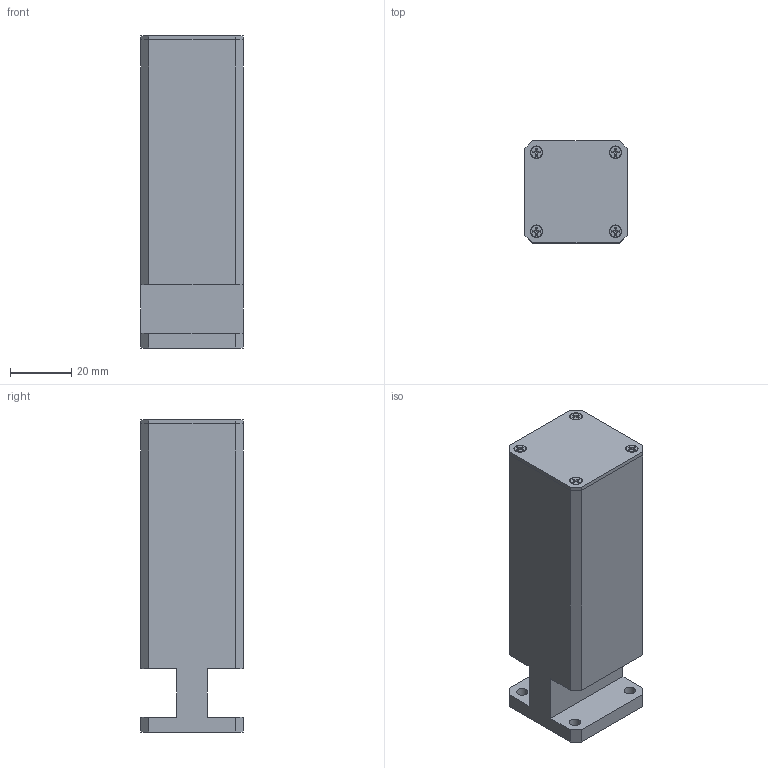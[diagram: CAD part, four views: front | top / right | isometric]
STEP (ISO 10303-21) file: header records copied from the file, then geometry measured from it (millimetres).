
FILE_DESCRIPTION (( 'STEP AP203' ), '1' );
FILE_NAME ('PE6836_3D.step', '2021-06-29T15:41:22', ( '' ), ( '' ), 'SwSTEP 2.0', 'SolidWorks 2020', '' );
FILE_SCHEMA (( 'CONFIG_CONTROL_DESIGN' ));
Length unit declared in the file: inch
Products named in the file (1): PE6836_3D
Bounding box: 33.35 x 33.35 x 101.6 mm (x, y, z)
Volume: 86822.2 mm3; surface area: 21225.4 mm2
Topology: 1 solids, 5 shells, 223 faces, 604 edges, 396 vertices
Faces by surface type: plane 111, cylinder 56, cone 44, bspline 12
Full cylindrical faces by diameter (mm): 2.032 x4, 3.683 x4
Entity records: 10161 total; most frequent: CARTESIAN_POINT 5316, ORIENTED_EDGE 1088, DIRECTION 820, EDGE_CURVE 544, VERTEX_POINT 372, AXIS2_PLACEMENT_3D 288, EDGE_LOOP 264, VECTOR 244
